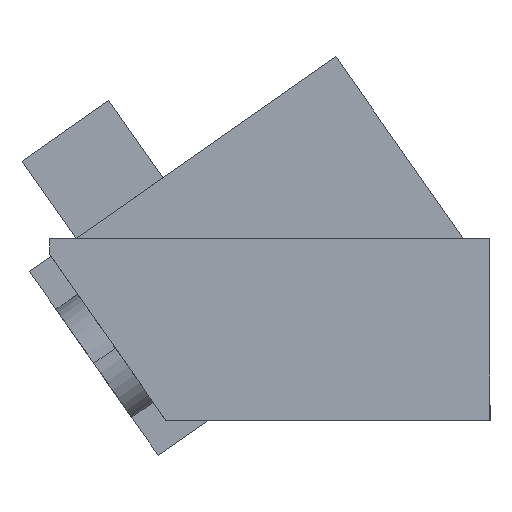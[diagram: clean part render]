
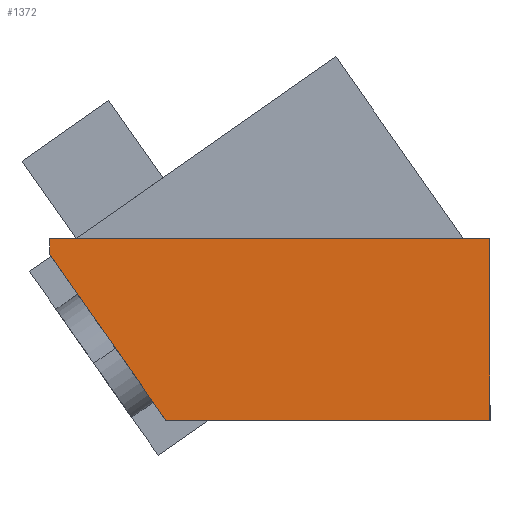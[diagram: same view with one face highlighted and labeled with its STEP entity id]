
A CAD part, left-side view. The second image highlights one B-rep face of the part: STEP entity #1372.
In plain terms, the highlighted face is planar.
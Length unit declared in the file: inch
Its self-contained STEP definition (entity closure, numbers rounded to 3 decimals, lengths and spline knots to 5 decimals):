
#57 = CARTESIAN_POINT ( 'NONE',  ( 0.246, -0.25366, -0.61494 ) ) ;
#70 = EDGE_CURVE ( 'NONE', #758, #335, #1123, .T. ) ;
#100 = ORIENTED_EDGE ( 'NONE', *, *, #189, .T. ) ;
#118 = CARTESIAN_POINT ( 'NONE',  ( 0.246, 0.12284, 0.38506 ) ) ;
#137 = DIRECTION ( 'NONE',  ( 0., 0., 1. ) ) ;
#142 = VECTOR ( 'NONE', #1235, 39.37008 ) ;
#151 = VECTOR ( 'NONE', #625, 39.37008 ) ;
#161 = VECTOR ( 'NONE', #137, 39.37008 ) ;
#189 = EDGE_CURVE ( 'NONE', #1555, #572, #555, .T. ) ;
#197 = EDGE_CURVE ( 'NONE', #335, #352, #1414, .T. ) ;
#254 = CARTESIAN_POINT ( 'NONE',  ( 0.246, 0.15884, 0.38506 ) ) ;
#326 = EDGE_CURVE ( 'NONE', #572, #758, #474, .T. ) ;
#335 = VERTEX_POINT ( 'NONE', #969 ) ;
#352 = VERTEX_POINT ( 'NONE', #1090 ) ;
#385 = DIRECTION ( 'NONE',  ( 0., 0., 1. ) ) ;
#403 = CARTESIAN_POINT ( 'NONE',  ( 0.246, 0.12284, 0.38506 ) ) ;
#446 = VECTOR ( 'NONE', #1181, 39.37008 ) ;
#474 = LINE ( 'NONE', #254, #161 ) ;
#505 = PLANE ( 'NONE',  #1517 ) ;
#555 = LINE ( 'NONE', #1122, #801 ) ;
#572 = VERTEX_POINT ( 'NONE', #877 ) ;
#620 = FACE_OUTER_BOUND ( 'NONE', #1285, .T. ) ;
#625 = DIRECTION ( 'NONE',  ( 0., 0., -1. ) ) ;
#758 = VERTEX_POINT ( 'NONE', #1426 ) ;
#801 = VECTOR ( 'NONE', #998, 39.37008 ) ;
#803 = LINE ( 'NONE', #1208, #151 ) ;
#872 = ORIENTED_EDGE ( 'NONE', *, *, #917, .T. ) ;
#877 = CARTESIAN_POINT ( 'NONE',  ( 0.246, 0.15884, -0.61494 ) ) ;
#917 = EDGE_CURVE ( 'NONE', #352, #1555, #803, .T. ) ;
#969 = CARTESIAN_POINT ( 'NONE',  ( 0.246, 0.12284, 0.38506 ) ) ;
#998 = DIRECTION ( 'NONE',  ( 0., 1., 0. ) ) ;
#1026 = ORIENTED_EDGE ( 'NONE', *, *, #197, .T. ) ;
#1029 = ORIENTED_EDGE ( 'NONE', *, *, #326, .T. ) ;
#1090 = CARTESIAN_POINT ( 'NONE',  ( 0.246, -0.25366, 0.12143 ) ) ;
#1102 = DIRECTION ( 'NONE',  ( -1., 0., 0. ) ) ;
#1122 = CARTESIAN_POINT ( 'NONE',  ( 0.246, -0.25366, -0.61494 ) ) ;
#1123 = LINE ( 'NONE', #118, #446 ) ;
#1181 = DIRECTION ( 'NONE',  ( 0., -1., 0. ) ) ;
#1208 = CARTESIAN_POINT ( 'NONE',  ( 0.246, -0.25366, 0.12143 ) ) ;
#1235 = DIRECTION ( 'NONE',  ( 0., -0.819, -0.574 ) ) ;
#1285 = EDGE_LOOP ( 'NONE', ( #100, #1029, #1394, #1026, #872 ) ) ;
#1372 = ADVANCED_FACE ( 'NONE', ( #620 ), #505, .F. ) ;
#1394 = ORIENTED_EDGE ( 'NONE', *, *, #70, .T. ) ;
#1414 = LINE ( 'NONE', #403, #142 ) ;
#1426 = CARTESIAN_POINT ( 'NONE',  ( 0.246, 0.15884, 0.38506 ) ) ;
#1449 = CARTESIAN_POINT ( 'NONE',  ( 0.246, 0., 0. ) ) ;
#1517 = AXIS2_PLACEMENT_3D ( 'NONE', #1449, #1102, #385 ) ;
#1555 = VERTEX_POINT ( 'NONE', #57 ) ;
